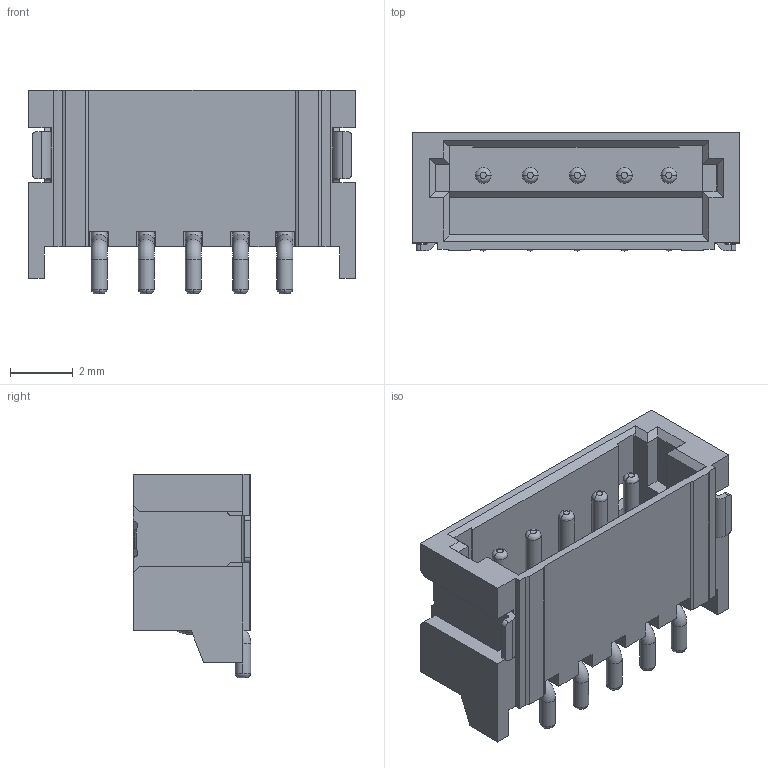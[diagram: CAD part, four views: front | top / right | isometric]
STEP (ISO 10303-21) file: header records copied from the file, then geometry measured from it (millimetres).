
FILE_DESCRIPTION((''),'2;1');
FILE_NAME('4PINRA-83330','2022-10-20T',('admin'),(''),'PRO/ENGINEER BY PARAMETRIC TECHNOLOGY CORPORATION, 2010280','PRO/ENGINEER BY PARAMETRIC TECHNOLOGY CORPORATION, 2010280','');
FILE_SCHEMA(('CONFIG_CONTROL_DESIGN'));
Length unit declared in the file: millimetre
Products named in the file (1): 4PINRA-83330
Bounding box: 10.42 x 3.75 x 6.5 mm (x, y, z)
Volume: 110.6 mm3; surface area: 407.5 mm2
Topology: 1 solids, 1 shells, 266 faces, 774 edges, 508 vertices
Faces by surface type: plane 167, cylinder 59, bspline 20, torus 20
Entity records: 9426 total; most frequent: CARTESIAN_POINT 2267, ORIENTED_EDGE 1548, DIRECTION 1445, EDGE_CURVE 774, VECTOR 523, LINE 523, VERTEX_POINT 508, AXIS2_PLACEMENT_3D 461
